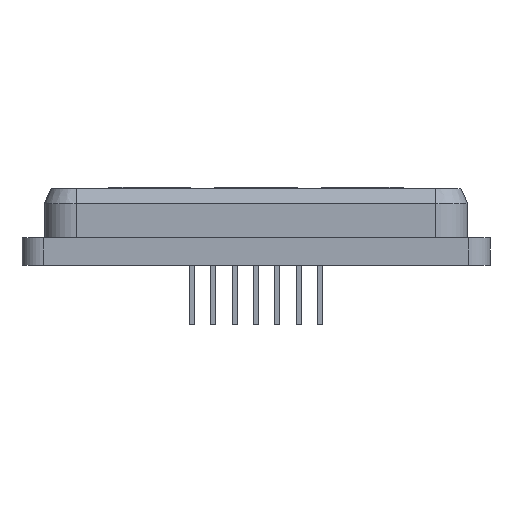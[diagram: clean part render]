
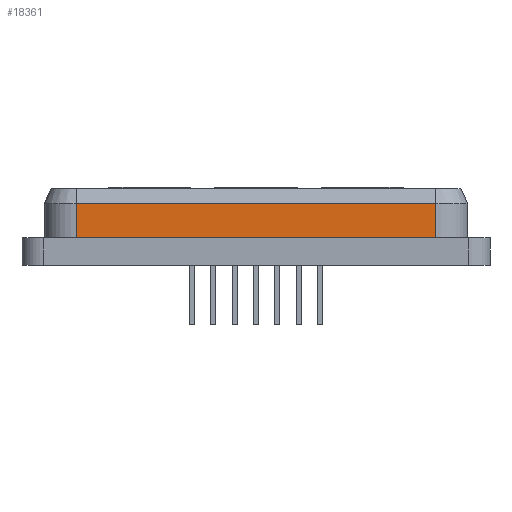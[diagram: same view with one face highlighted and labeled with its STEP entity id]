
A CAD part, front view. The second image highlights one B-rep face of the part: STEP entity #18361.
In plain terms, the highlighted planar face has unit normal (0, -1, 0).
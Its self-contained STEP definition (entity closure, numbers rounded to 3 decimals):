
#1088 = LINE ( 'NONE', #4414, #1807 ) ;
#1807 = VECTOR ( 'NONE', #4415, 1000. ) ;
#1876 = AXIS2_PLACEMENT_3D ( 'NONE', #4706, #4707, #4708 ) ;
#2000 = VECTOR ( 'NONE', #5886, 1000. ) ;
#2002 = VECTOR ( 'NONE', #5888, 1000. ) ;
#2006 = VECTOR ( 'NONE', #5890, 1000. ) ;
#4414 = CARTESIAN_POINT ( 'NONE',  ( 53.215, 3.935, 7.31 ) ) ;
#4415 = DIRECTION ( 'NONE',  ( -1., 0., 0. ) ) ;
#4705 = PLANE ( 'NONE',  #1876 ) ;
#4706 = CARTESIAN_POINT ( 'NONE',  ( 53.215, 3.935, 3.25 ) ) ;
#4707 = DIRECTION ( 'NONE',  ( 0., -1., 0. ) ) ;
#4708 = DIRECTION ( 'NONE',  ( 0., 0., -1. ) ) ;
#4881 = FACE_OUTER_BOUND ( 'NONE', #23687, .T. ) ;
#5693 = LINE ( 'NONE', #5885, #2000 ) ;
#5694 = LINE ( 'NONE', #5887, #2002 ) ;
#5695 = LINE ( 'NONE', #5889, #2006 ) ;
#5885 = CARTESIAN_POINT ( 'NONE',  ( 49.405, 3.935, 3.25 ) ) ;
#5886 = DIRECTION ( 'NONE',  ( 0., 0., 1. ) ) ;
#5887 = CARTESIAN_POINT ( 'NONE',  ( 27.94, 3.935, 3.25 ) ) ;
#5888 = DIRECTION ( 'NONE',  ( -1., 0., 0. ) ) ;
#5889 = CARTESIAN_POINT ( 'NONE',  ( 6.475, 3.935, 3.25 ) ) ;
#5890 = DIRECTION ( 'NONE',  ( 0., 0., 1. ) ) ;
#16449 = CARTESIAN_POINT ( 'NONE',  ( 49.405, 3.935, 7.31 ) ) ;
#16450 = CARTESIAN_POINT ( 'NONE',  ( 6.475, 3.935, 7.31 ) ) ;
#16457 = CARTESIAN_POINT ( 'NONE',  ( 49.405, 3.935, 3.25 ) ) ;
#16458 = CARTESIAN_POINT ( 'NONE',  ( 6.475, 3.935, 3.25 ) ) ;
#18334 = EDGE_CURVE ( 'NONE', #24298, #24299, #1088, .T. ) ;
#18361 = ADVANCED_FACE ( 'NONE', ( #4881 ), #4705, .T. ) ;
#18402 = EDGE_CURVE ( 'NONE', #24306, #24298, #5693, .T. ) ;
#18403 = EDGE_CURVE ( 'NONE', #24306, #24307, #5694, .T. ) ;
#18404 = EDGE_CURVE ( 'NONE', #24307, #24299, #5695, .T. ) ;
#21683 = ORIENTED_EDGE ( 'NONE', *, *, #18334, .T. ) ;
#21684 = ORIENTED_EDGE ( 'NONE', *, *, #18403, .F. ) ;
#21685 = ORIENTED_EDGE ( 'NONE', *, *, #18404, .F. ) ;
#21686 = ORIENTED_EDGE ( 'NONE', *, *, #18402, .T. ) ;
#23687 = EDGE_LOOP ( 'NONE', ( #21684, #21686, #21683, #21685 ) ) ;
#24298 = VERTEX_POINT ( 'NONE', #16449 ) ;
#24299 = VERTEX_POINT ( 'NONE', #16450 ) ;
#24306 = VERTEX_POINT ( 'NONE', #16457 ) ;
#24307 = VERTEX_POINT ( 'NONE', #16458 ) ;
